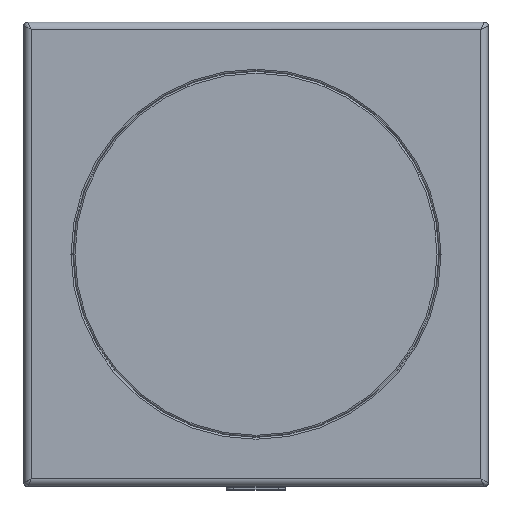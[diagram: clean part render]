
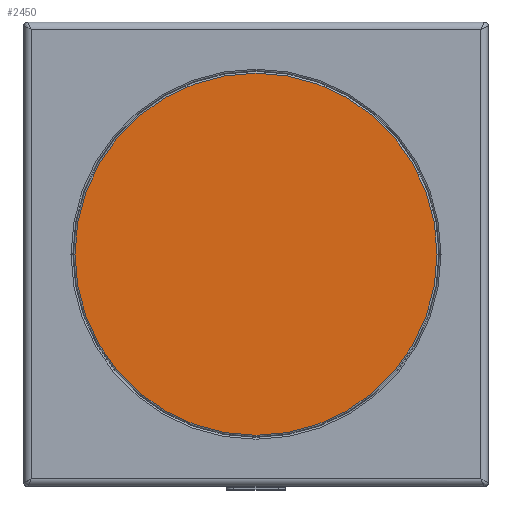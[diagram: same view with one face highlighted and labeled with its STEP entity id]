
A CAD part, top view. The second image highlights one B-rep face of the part: STEP entity #2450.
In plain terms, the highlighted planar face has unit normal (0, 0, 1).
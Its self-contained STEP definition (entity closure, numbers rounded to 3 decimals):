
#2450=ADVANCED_FACE('',(#3185),#2625,.F.);
#2625=PLANE('',#11851);
#3185=FACE_OUTER_BOUND('',#3777,.T.);
#3777=EDGE_LOOP('',(#7408,#7409));
#4609=CIRCLE('',#11840,24.555);
#4616=CIRCLE('',#11850,24.555);
#7408=ORIENTED_EDGE('',*,*,#9947,.T.);
#7409=ORIENTED_EDGE('',*,*,#9938,.T.);
#8486=VERTEX_POINT('',#27712);
#8487=VERTEX_POINT('',#27713);
#9938=EDGE_CURVE('',#8486,#8487,#4609,.T.);
#9947=EDGE_CURVE('',#8487,#8486,#4616,.T.);
#11840=AXIS2_PLACEMENT_3D('',#27711,#13676,#13677);
#11850=AXIS2_PLACEMENT_3D('',#27729,#13698,#13699);
#11851=AXIS2_PLACEMENT_3D('',#27730,#13700,#13701);
#13676=DIRECTION('',(0.,0.,1.));
#13677=DIRECTION('',(-1.,0.,0.));
#13698=DIRECTION('',(0.,0.,1.));
#13699=DIRECTION('',(-1.,0.,0.));
#13700=DIRECTION('',(0.,0.,-1.));
#13701=DIRECTION('',(1.,0.,0.));
#27711=CARTESIAN_POINT('',(0.,0.,8.1));
#27712=CARTESIAN_POINT('',(24.555,0.,8.1));
#27713=CARTESIAN_POINT('',(-24.555,0.,8.1));
#27729=CARTESIAN_POINT('',(0.,0.,8.1));
#27730=CARTESIAN_POINT('',(-18.88,18.88,8.1));
